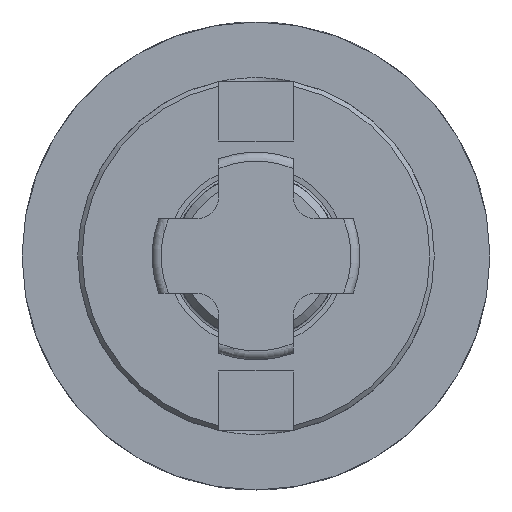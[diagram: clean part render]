
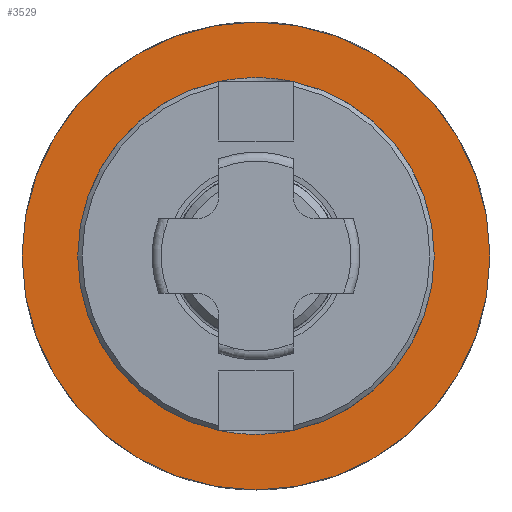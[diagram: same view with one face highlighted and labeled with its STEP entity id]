
A CAD part, left-side view. The second image highlights one B-rep face of the part: STEP entity #3529.
In plain terms, the highlighted planar face has unit normal (-1, 0, 0).
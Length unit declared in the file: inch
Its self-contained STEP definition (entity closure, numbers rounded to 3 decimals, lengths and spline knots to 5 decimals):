
#49=FACE_BOUND('',#594,.T.);
#152=PLANE('',#3920);
#395=FACE_OUTER_BOUND('',#593,.T.);
#593=EDGE_LOOP('',(#3069,#3070));
#594=EDGE_LOOP('',(#3071,#3072));
#1040=CIRCLE('',#3732,0.94488);
#1041=CIRCLE('',#3733,0.94488);
#1143=CIRCLE('',#3921,1.24016);
#1144=CIRCLE('',#3922,1.24016);
#1444=VERTEX_POINT('',#5846);
#1445=VERTEX_POINT('',#5847);
#1606=VERTEX_POINT('',#7445);
#1607=VERTEX_POINT('',#7446);
#1870=EDGE_CURVE('',#1444,#1445,#1040,.T.);
#1871=EDGE_CURVE('',#1445,#1444,#1041,.T.);
#2114=EDGE_CURVE('',#1606,#1607,#1143,.T.);
#2115=EDGE_CURVE('',#1607,#1606,#1144,.T.);
#3069=ORIENTED_EDGE('',*,*,#2114,.F.);
#3070=ORIENTED_EDGE('',*,*,#2115,.F.);
#3071=ORIENTED_EDGE('',*,*,#1870,.T.);
#3072=ORIENTED_EDGE('',*,*,#1871,.T.);
#3529=ADVANCED_FACE('',(#395,#49),#152,.T.);
#3732=AXIS2_PLACEMENT_3D('',#5848,#4399,#4400);
#3733=AXIS2_PLACEMENT_3D('',#5849,#4401,#4402);
#3920=AXIS2_PLACEMENT_3D('',#7444,#4836,#4837);
#3921=AXIS2_PLACEMENT_3D('',#7447,#4838,#4839);
#3922=AXIS2_PLACEMENT_3D('',#7448,#4840,#4841);
#4399=DIRECTION('center_axis',(1.,0.,0.));
#4400=DIRECTION('ref_axis',(0.,1.,0.));
#4401=DIRECTION('center_axis',(1.,0.,0.));
#4402=DIRECTION('ref_axis',(0.,1.,0.));
#4836=DIRECTION('center_axis',(-1.,0.,0.));
#4837=DIRECTION('ref_axis',(0.,0.,
1.));
#4838=DIRECTION('center_axis',(1.,0.,0.));
#4839=DIRECTION('ref_axis',(0.,1.,0.));
#4840=DIRECTION('center_axis',(1.,0.,0.));
#4841=DIRECTION('ref_axis',(0.,1.,0.));
#5846=CARTESIAN_POINT('',(3.76586,0.95042,0.01969));
#5847=CARTESIAN_POINT('',(3.76586,-0.93934,0.01969));
#5848=CARTESIAN_POINT('Origin',(3.76586,0.00554,0.01969));
#5849=CARTESIAN_POINT('Origin',(3.76586,0.00554,0.01969));
#7444=CARTESIAN_POINT('Origin',(3.76586,1.09806,0.01969));
#7445=CARTESIAN_POINT('',(3.76586,1.2457,0.01969));
#7446=CARTESIAN_POINT('',(3.76586,-1.23461,0.01969));
#7447=CARTESIAN_POINT('Origin',(3.76586,0.00554,0.01969));
#7448=CARTESIAN_POINT('Origin',(3.76586,0.00554,0.01969));
